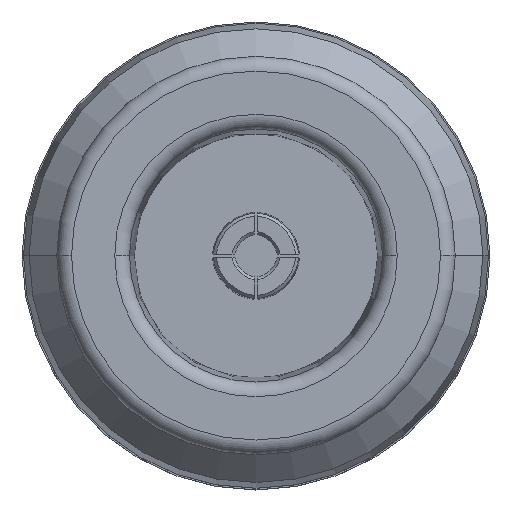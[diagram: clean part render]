
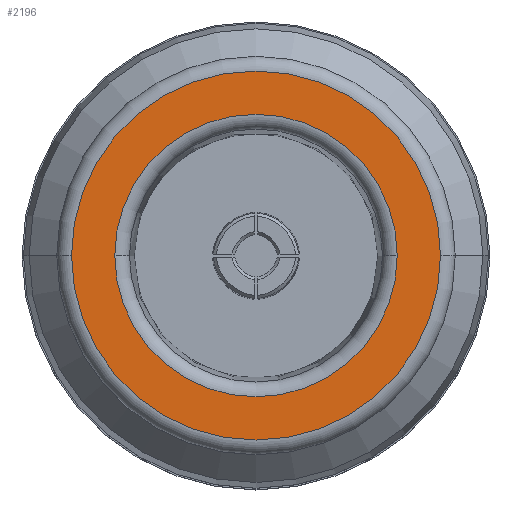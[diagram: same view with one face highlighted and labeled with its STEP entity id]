
A CAD part, top view. The second image highlights one B-rep face of the part: STEP entity #2196.
In plain terms, the highlighted planar face has unit normal (0, 0, 1).
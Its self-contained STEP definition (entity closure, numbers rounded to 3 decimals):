
#76 = DIRECTION ( 'NONE',  ( -1., 0., 0. ) ) ;
#118 = ORIENTED_EDGE ( 'NONE', *, *, #9737, .T. ) ;
#120 = ORIENTED_EDGE ( 'NONE', *, *, #7633, .T. ) ;
#496 = CARTESIAN_POINT ( 'NONE',  ( 0., 0., 0. ) ) ;
#741 = CARTESIAN_POINT ( 'NONE',  ( 0., 0., 0. ) ) ;
#908 = FACE_BOUND ( 'NONE', #3482, .T. ) ;
#1212 = CARTESIAN_POINT ( 'NONE',  ( 4.785, 0., 0. ) ) ;
#1303 = ORIENTED_EDGE ( 'NONE', *, *, #12452, .T. ) ;
#1434 = AXIS2_PLACEMENT_3D ( 'NONE', #496, #8523, #1668 ) ;
#1668 = DIRECTION ( 'NONE',  ( -1., 0., 0. ) ) ;
#1916 = DIRECTION ( 'NONE',  ( -1., 0., 0. ) ) ;
#2083 = CARTESIAN_POINT ( 'NONE',  ( 0., 0., 0. ) ) ;
#2196 = ADVANCED_FACE ( 'NONE', ( #908, #13099 ), #12783, .F. ) ;
#3059 = AXIS2_PLACEMENT_3D ( 'NONE', #13799, #6927, #76 ) ;
#3220 = DIRECTION ( 'NONE',  ( -1., 0., 0. ) ) ;
#3482 = EDGE_LOOP ( 'NONE', ( #11256, #118 ) ) ;
#3917 = EDGE_LOOP ( 'NONE', ( #120, #1303 ) ) ;
#4766 = CARTESIAN_POINT ( 'NONE',  ( 0., 0., 0. ) ) ;
#5920 = DIRECTION ( 'NONE',  ( -1., 0., 0. ) ) ;
#6298 = CARTESIAN_POINT ( 'NONE',  ( -6.25, 0., 0. ) ) ;
#6355 = EDGE_CURVE ( 'NONE', #10534, #8525, #9040, .T. ) ;
#6927 = DIRECTION ( 'NONE',  ( 0., 0., -1. ) ) ;
#7020 = CARTESIAN_POINT ( 'NONE',  ( 6.25, 0., 0. ) ) ;
#7633 = EDGE_CURVE ( 'NONE', #12126, #13936, #8334, .T. ) ;
#8334 = CIRCLE ( 'NONE', #1434, 6.25 ) ;
#8523 = DIRECTION ( 'NONE',  ( 0., 0., 1. ) ) ;
#8525 = VERTEX_POINT ( 'NONE', #1212 ) ;
#8755 = DIRECTION ( 'NONE',  ( 0., 0., 1. ) ) ;
#9040 = CIRCLE ( 'NONE', #3059, 4.785 ) ;
#9737 = EDGE_CURVE ( 'NONE', #8525, #10534, #9806, .T. ) ;
#9806 = CIRCLE ( 'NONE', #10269, 4.785 ) ;
#10091 = DIRECTION ( 'NONE',  ( 0., 0., -1. ) ) ;
#10269 = AXIS2_PLACEMENT_3D ( 'NONE', #2083, #10091, #3220 ) ;
#10387 = CIRCLE ( 'NONE', #10454, 6.25 ) ;
#10454 = AXIS2_PLACEMENT_3D ( 'NONE', #741, #8755, #1916 ) ;
#10534 = VERTEX_POINT ( 'NONE', #12820 ) ;
#11256 = ORIENTED_EDGE ( 'NONE', *, *, #6355, .T. ) ;
#11875 = AXIS2_PLACEMENT_3D ( 'NONE', #4766, #12836, #5920 ) ;
#12126 = VERTEX_POINT ( 'NONE', #6298 ) ;
#12452 = EDGE_CURVE ( 'NONE', #13936, #12126, #10387, .T. ) ;
#12783 = PLANE ( 'NONE',  #11875 ) ;
#12820 = CARTESIAN_POINT ( 'NONE',  ( -4.785, 0., 0. ) ) ;
#12836 = DIRECTION ( 'NONE',  ( 0., 0., -1. ) ) ;
#13099 = FACE_OUTER_BOUND ( 'NONE', #3917, .T. ) ;
#13799 = CARTESIAN_POINT ( 'NONE',  ( 0., 0., 0. ) ) ;
#13936 = VERTEX_POINT ( 'NONE', #7020 ) ;
